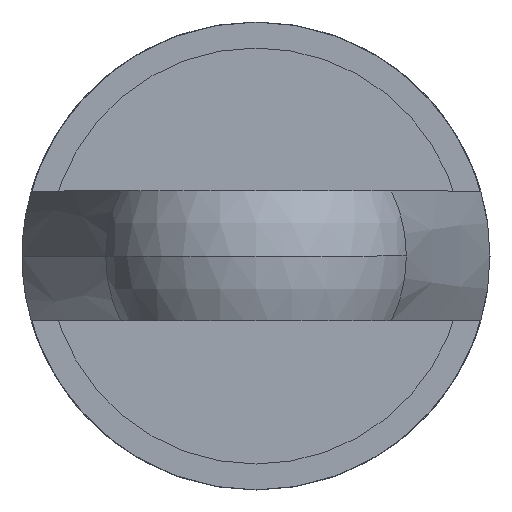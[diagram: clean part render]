
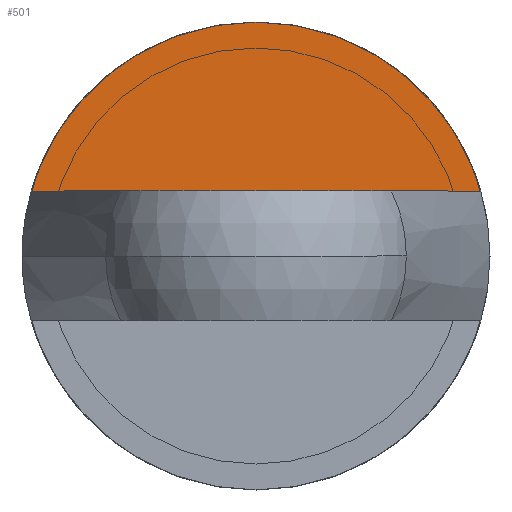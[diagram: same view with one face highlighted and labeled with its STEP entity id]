
A CAD part, left-side view. The second image highlights one B-rep face of the part: STEP entity #501.
In plain terms, the highlighted planar face has unit normal (-1, 0, 0).
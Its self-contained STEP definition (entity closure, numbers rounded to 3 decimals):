
#7 = CARTESIAN_POINT ( 'NONE',  ( 0., -351.639, 25. ) ) ;
#30 = DIRECTION ( 'NONE',  ( 0., 0., 1. ) ) ;
#40 = CARTESIAN_POINT ( 'NONE',  ( 0., 86.458, 25. ) ) ;
#51 = DIRECTION ( 'NONE',  ( 0., 0., -1. ) ) ;
#105 = VERTEX_POINT ( 'NONE', #202 ) ;
#108 = ORIENTED_EDGE ( 'NONE', *, *, #431, .T. ) ;
#126 = CIRCLE ( 'NONE', #452, 90. ) ;
#130 = DIRECTION ( 'NONE',  ( 1., 0., 0. ) ) ;
#199 = VECTOR ( 'NONE', #275, 1000. ) ;
#202 = CARTESIAN_POINT ( 'NONE',  ( 0., -86.458, 25. ) ) ;
#234 = CARTESIAN_POINT ( 'NONE',  ( 0., 0., 90. ) ) ;
#263 = EDGE_CURVE ( 'NONE', #105, #401, #598, .T. ) ;
#275 = DIRECTION ( 'NONE',  ( 0., 1., 0. ) ) ;
#278 = AXIS2_PLACEMENT_3D ( 'NONE', #520, #130, #51 ) ;
#293 = DIRECTION ( 'NONE',  ( 0., 0., 1. ) ) ;
#298 = EDGE_CURVE ( 'NONE', #801, #401, #707, .T. ) ;
#300 = DIRECTION ( 'NONE',  ( -1., 0., 0. ) ) ;
#401 = VERTEX_POINT ( 'NONE', #40 ) ;
#426 = ORIENTED_EDGE ( 'NONE', *, *, #298, .T. ) ;
#431 = EDGE_CURVE ( 'NONE', #105, #801, #126, .T. ) ;
#452 = AXIS2_PLACEMENT_3D ( 'NONE', #805, #615, #293 ) ;
#485 = CARTESIAN_POINT ( 'NONE',  ( 0., 0., 0. ) ) ;
#501 = ADVANCED_FACE ( 'NONE', ( #839 ), #759, .F. ) ;
#520 = CARTESIAN_POINT ( 'NONE',  ( 0., -351.639, 90. ) ) ;
#598 = LINE ( 'NONE', #7, #199 ) ;
#615 = DIRECTION ( 'NONE',  ( -1., 0., 0. ) ) ;
#644 = AXIS2_PLACEMENT_3D ( 'NONE', #485, #300, #30 ) ;
#707 = CIRCLE ( 'NONE', #644, 90. ) ;
#721 = EDGE_LOOP ( 'NONE', ( #108, #426, #748 ) ) ;
#748 = ORIENTED_EDGE ( 'NONE', *, *, #263, .F. ) ;
#759 = PLANE ( 'NONE',  #278 ) ;
#801 = VERTEX_POINT ( 'NONE', #234 ) ;
#805 = CARTESIAN_POINT ( 'NONE',  ( 0., 0., 0. ) ) ;
#839 = FACE_OUTER_BOUND ( 'NONE', #721, .T. ) ;
